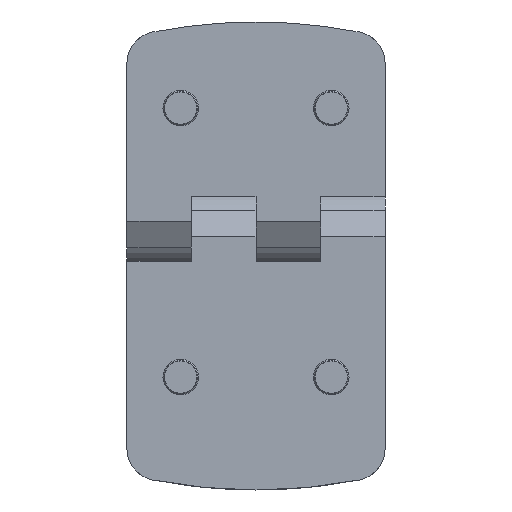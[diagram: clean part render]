
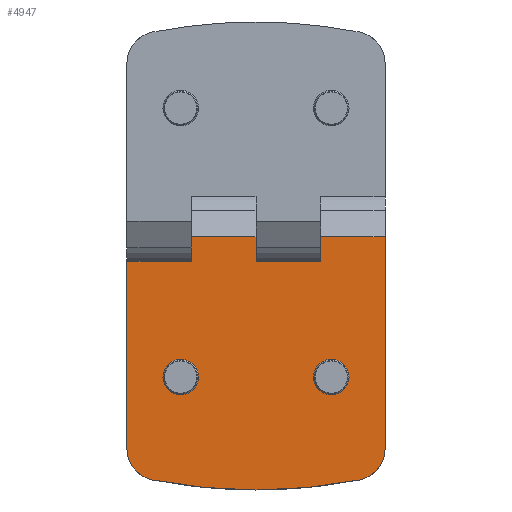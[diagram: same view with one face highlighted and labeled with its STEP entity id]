
A CAD part, left-side view. The second image highlights one B-rep face of the part: STEP entity #4947.
In plain terms, the highlighted planar face has unit normal (-1, 0, 0).
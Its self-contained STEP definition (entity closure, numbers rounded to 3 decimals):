
#1 = ORIENTED_EDGE ( 'NONE', *, *, #1464, .T. ) ;
#31 = LINE ( 'NONE', #4580, #4431 ) ;
#67 = DIRECTION ( 'NONE',  ( 0., 1., 0. ) ) ;
#90 = EDGE_CURVE ( 'NONE', #1405, #2377, #2871, .T. ) ;
#132 = LINE ( 'NONE', #1778, #1505 ) ;
#152 = DIRECTION ( 'NONE',  ( 0., 0., 1. ) ) ;
#284 = CIRCLE ( 'NONE', #3053, 3.3 ) ;
#392 = VECTOR ( 'NONE', #3897, 1000. ) ;
#431 = LINE ( 'NONE', #5128, #1278 ) ;
#489 = CARTESIAN_POINT ( 'NONE',  ( 0., 0., 51.5 ) ) ;
#517 = CIRCLE ( 'NONE', #2998, 3.3 ) ;
#560 = CARTESIAN_POINT ( 'NONE',  ( 0., -14., -27.5 ) ) ;
#602 = LINE ( 'NONE', #4164, #3154 ) ;
#609 = EDGE_CURVE ( 'NONE', #4002, #2407, #3279, .T. ) ;
#652 = CARTESIAN_POINT ( 'NONE',  ( 0., -14., -30.8 ) ) ;
#669 = FACE_OUTER_BOUND ( 'NONE', #1409, .T. ) ;
#753 = VERTEX_POINT ( 'NONE', #988 ) ;
#775 = CARTESIAN_POINT ( 'NONE',  ( 0., 14., -30.8 ) ) ;
#780 = CARTESIAN_POINT ( 'NONE',  ( 0., 24., -6. ) ) ;
#831 = VECTOR ( 'NONE', #1894, 1000. ) ;
#840 = ORIENTED_EDGE ( 'NONE', *, *, #1724, .T. ) ;
#846 = CARTESIAN_POINT ( 'NONE',  ( 0., -12., -1.415 ) ) ;
#856 = VERTEX_POINT ( 'NONE', #4481 ) ;
#988 = CARTESIAN_POINT ( 'NONE',  ( 0., -24., -40.761 ) ) ;
#1018 = CARTESIAN_POINT ( 'NONE',  ( 0., -12., -1.7 ) ) ;
#1022 = VECTOR ( 'NONE', #1328, 1000. ) ;
#1056 = DIRECTION ( 'NONE',  ( 1., 0., 0. ) ) ;
#1088 = CARTESIAN_POINT ( 'NONE',  ( 0., 19.149, -46.649 ) ) ;
#1154 = AXIS2_PLACEMENT_3D ( 'NONE', #3859, #4724, #3022 ) ;
#1232 = DIRECTION ( 'NONE',  ( 0., 0., -1. ) ) ;
#1278 = VECTOR ( 'NONE', #152, 1000. ) ;
#1279 = DIRECTION ( 'NONE',  ( 0., 0., 1. ) ) ;
#1282 = EDGE_CURVE ( 'NONE', #4766, #3914, #3726, .T. ) ;
#1286 = AXIS2_PLACEMENT_3D ( 'NONE', #3837, #1766, #2955 ) ;
#1309 = ORIENTED_EDGE ( 'NONE', *, *, #3828, .T. ) ;
#1328 = DIRECTION ( 'NONE',  ( 0., 0., -1. ) ) ;
#1359 = DIRECTION ( 'NONE',  ( 0., 0., -1. ) ) ;
#1369 = DIRECTION ( 'NONE',  ( 0., 0., 1. ) ) ;
#1386 = LINE ( 'NONE', #1771, #3544 ) ;
#1405 = VERTEX_POINT ( 'NONE', #1088 ) ;
#1409 = EDGE_LOOP ( 'NONE', ( #4534, #2611, #1309, #5428, #3316, #2396, #1786, #4308, #4566, #4282, #840, #5229 ) ) ;
#1464 = EDGE_CURVE ( 'NONE', #2407, #4002, #517, .T. ) ;
#1505 = VECTOR ( 'NONE', #67, 1000. ) ;
#1523 = VERTEX_POINT ( 'NONE', #4552 ) ;
#1603 = EDGE_CURVE ( 'NONE', #3370, #1739, #3721, .T. ) ;
#1613 = VERTEX_POINT ( 'NONE', #780 ) ;
#1654 = FACE_BOUND ( 'NONE', #2261, .T. ) ;
#1724 = EDGE_CURVE ( 'NONE', #753, #4131, #431, .T. ) ;
#1739 = VERTEX_POINT ( 'NONE', #2277 ) ;
#1766 = DIRECTION ( 'NONE',  ( -1., 0., 0. ) ) ;
#1771 = CARTESIAN_POINT ( 'NONE',  ( 0., 0., -1.7 ) ) ;
#1778 = CARTESIAN_POINT ( 'NONE',  ( 0., -24., -1.415 ) ) ;
#1786 = ORIENTED_EDGE ( 'NONE', *, *, #4698, .T. ) ;
#1832 = DIRECTION ( 'NONE',  ( 0., 0., 1. ) ) ;
#1894 = DIRECTION ( 'NONE',  ( 0., 0., -1. ) ) ;
#1915 = DIRECTION ( 'NONE',  ( 0., 0., 1. ) ) ;
#1950 = VERTEX_POINT ( 'NONE', #775 ) ;
#2017 = DIRECTION ( 'NONE',  ( 0., 0., -1. ) ) ;
#2084 = CARTESIAN_POINT ( 'NONE',  ( 0., 0., -1.415 ) ) ;
#2196 = DIRECTION ( 'NONE',  ( 0., 0., 1. ) ) ;
#2261 = EDGE_LOOP ( 'NONE', ( #1, #3971 ) ) ;
#2277 = CARTESIAN_POINT ( 'NONE',  ( 0., 12., -6. ) ) ;
#2324 = EDGE_LOOP ( 'NONE', ( #4578, #4268 ) ) ;
#2335 = DIRECTION ( 'NONE',  ( 0., 1., 0. ) ) ;
#2377 = VERTEX_POINT ( 'NONE', #3187 ) ;
#2379 = CIRCLE ( 'NONE', #2944, 6. ) ;
#2381 = VERTEX_POINT ( 'NONE', #3956 ) ;
#2396 = ORIENTED_EDGE ( 'NONE', *, *, #3796, .T. ) ;
#2407 = VERTEX_POINT ( 'NONE', #652 ) ;
#2567 = DIRECTION ( 'NONE',  ( 1., 0., 0. ) ) ;
#2611 = ORIENTED_EDGE ( 'NONE', *, *, #2626, .T. ) ;
#2626 = EDGE_CURVE ( 'NONE', #3914, #2381, #31, .T. ) ;
#2671 = EDGE_CURVE ( 'NONE', #856, #1405, #3313, .T. ) ;
#2740 = CARTESIAN_POINT ( 'NONE',  ( 0., -24., -1.415 ) ) ;
#2786 = CARTESIAN_POINT ( 'NONE',  ( 0., 14., -27.5 ) ) ;
#2871 = CIRCLE ( 'NONE', #3926, 100. ) ;
#2944 = AXIS2_PLACEMENT_3D ( 'NONE', #3423, #5096, #1369 ) ;
#2955 = DIRECTION ( 'NONE',  ( 0., 0., 1. ) ) ;
#2964 = LINE ( 'NONE', #4617, #392 ) ;
#2975 = CARTESIAN_POINT ( 'NONE',  ( 0., 14., -27.5 ) ) ;
#2998 = AXIS2_PLACEMENT_3D ( 'NONE', #3720, #4946, #1232 ) ;
#3022 = DIRECTION ( 'NONE',  ( 0., 0., 1. ) ) ;
#3053 = AXIS2_PLACEMENT_3D ( 'NONE', #2786, #1056, #1915 ) ;
#3125 = EDGE_CURVE ( 'NONE', #1950, #1523, #284, .T. ) ;
#3154 = VECTOR ( 'NONE', #2017, 1000. ) ;
#3187 = CARTESIAN_POINT ( 'NONE',  ( 0., -19.149, -46.649 ) ) ;
#3279 = CIRCLE ( 'NONE', #4688, 3.3 ) ;
#3297 = FACE_BOUND ( 'NONE', #2324, .T. ) ;
#3313 = CIRCLE ( 'NONE', #1154, 6. ) ;
#3316 = ORIENTED_EDGE ( 'NONE', *, *, #1603, .T. ) ;
#3370 = VERTEX_POINT ( 'NONE', #4837 ) ;
#3423 = CARTESIAN_POINT ( 'NONE',  ( 0., -18., -40.761 ) ) ;
#3544 = VECTOR ( 'NONE', #1832, 1000. ) ;
#3720 = CARTESIAN_POINT ( 'NONE',  ( 0., -14., -27.5 ) ) ;
#3721 = LINE ( 'NONE', #3787, #1022 ) ;
#3726 = LINE ( 'NONE', #1018, #831 ) ;
#3756 = CARTESIAN_POINT ( 'NONE',  ( 0., -14., -24.2 ) ) ;
#3787 = CARTESIAN_POINT ( 'NONE',  ( 0., 12., -1.7 ) ) ;
#3796 = EDGE_CURVE ( 'NONE', #1739, #1613, #2964, .T. ) ;
#3804 = DIRECTION ( 'NONE',  ( -1., 0., 0. ) ) ;
#3807 = CARTESIAN_POINT ( 'NONE',  ( 0., -24., -1.415 ) ) ;
#3828 = EDGE_CURVE ( 'NONE', #2381, #5279, #1386, .T. ) ;
#3837 = CARTESIAN_POINT ( 'NONE',  ( 0., -24., -1.7 ) ) ;
#3839 = DIRECTION ( 'NONE',  ( 1., 0., 0. ) ) ;
#3859 = CARTESIAN_POINT ( 'NONE',  ( 0., 18., -40.761 ) ) ;
#3897 = DIRECTION ( 'NONE',  ( 0., 1., 0. ) ) ;
#3914 = VERTEX_POINT ( 'NONE', #4725 ) ;
#3926 = AXIS2_PLACEMENT_3D ( 'NONE', #489, #3804, #1279 ) ;
#3956 = CARTESIAN_POINT ( 'NONE',  ( 0., 0., -6. ) ) ;
#3971 = ORIENTED_EDGE ( 'NONE', *, *, #609, .T. ) ;
#4002 = VERTEX_POINT ( 'NONE', #3756 ) ;
#4007 = CIRCLE ( 'NONE', #4161, 3.3 ) ;
#4015 = LINE ( 'NONE', #2740, #4405 ) ;
#4131 = VERTEX_POINT ( 'NONE', #3807 ) ;
#4161 = AXIS2_PLACEMENT_3D ( 'NONE', #2975, #2567, #2196 ) ;
#4164 = CARTESIAN_POINT ( 'NONE',  ( 0., 24., -1.7 ) ) ;
#4268 = ORIENTED_EDGE ( 'NONE', *, *, #3125, .T. ) ;
#4282 = ORIENTED_EDGE ( 'NONE', *, *, #4296, .T. ) ;
#4296 = EDGE_CURVE ( 'NONE', #2377, #753, #2379, .T. ) ;
#4308 = ORIENTED_EDGE ( 'NONE', *, *, #2671, .T. ) ;
#4405 = VECTOR ( 'NONE', #2335, 1000. ) ;
#4431 = VECTOR ( 'NONE', #4997, 1000. ) ;
#4459 = EDGE_CURVE ( 'NONE', #4131, #4766, #4015, .T. ) ;
#4481 = CARTESIAN_POINT ( 'NONE',  ( 0., 24., -40.761 ) ) ;
#4534 = ORIENTED_EDGE ( 'NONE', *, *, #1282, .T. ) ;
#4552 = CARTESIAN_POINT ( 'NONE',  ( 0., 14., -24.2 ) ) ;
#4566 = ORIENTED_EDGE ( 'NONE', *, *, #90, .T. ) ;
#4578 = ORIENTED_EDGE ( 'NONE', *, *, #5412, .T. ) ;
#4580 = CARTESIAN_POINT ( 'NONE',  ( 0., -24., -6. ) ) ;
#4617 = CARTESIAN_POINT ( 'NONE',  ( 0., -24., -6. ) ) ;
#4688 = AXIS2_PLACEMENT_3D ( 'NONE', #560, #3839, #1359 ) ;
#4698 = EDGE_CURVE ( 'NONE', #1613, #856, #602, .T. ) ;
#4724 = DIRECTION ( 'NONE',  ( -1., 0., 0. ) ) ;
#4725 = CARTESIAN_POINT ( 'NONE',  ( 0., -12., -6. ) ) ;
#4766 = VERTEX_POINT ( 'NONE', #846 ) ;
#4837 = CARTESIAN_POINT ( 'NONE',  ( 0., 12., -1.415 ) ) ;
#4946 = DIRECTION ( 'NONE',  ( 1., 0., 0. ) ) ;
#4947 = ADVANCED_FACE ( 'NONE', ( #3297, #1654, #669 ), #5338, .T. ) ;
#4997 = DIRECTION ( 'NONE',  ( 0., 1., 0. ) ) ;
#5096 = DIRECTION ( 'NONE',  ( -1., 0., 0. ) ) ;
#5128 = CARTESIAN_POINT ( 'NONE',  ( 0., -24., -1.7 ) ) ;
#5229 = ORIENTED_EDGE ( 'NONE', *, *, #4459, .T. ) ;
#5279 = VERTEX_POINT ( 'NONE', #2084 ) ;
#5338 = PLANE ( 'NONE',  #1286 ) ;
#5412 = EDGE_CURVE ( 'NONE', #1523, #1950, #4007, .T. ) ;
#5428 = ORIENTED_EDGE ( 'NONE', *, *, #5442, .T. ) ;
#5442 = EDGE_CURVE ( 'NONE', #5279, #3370, #132, .T. ) ;
